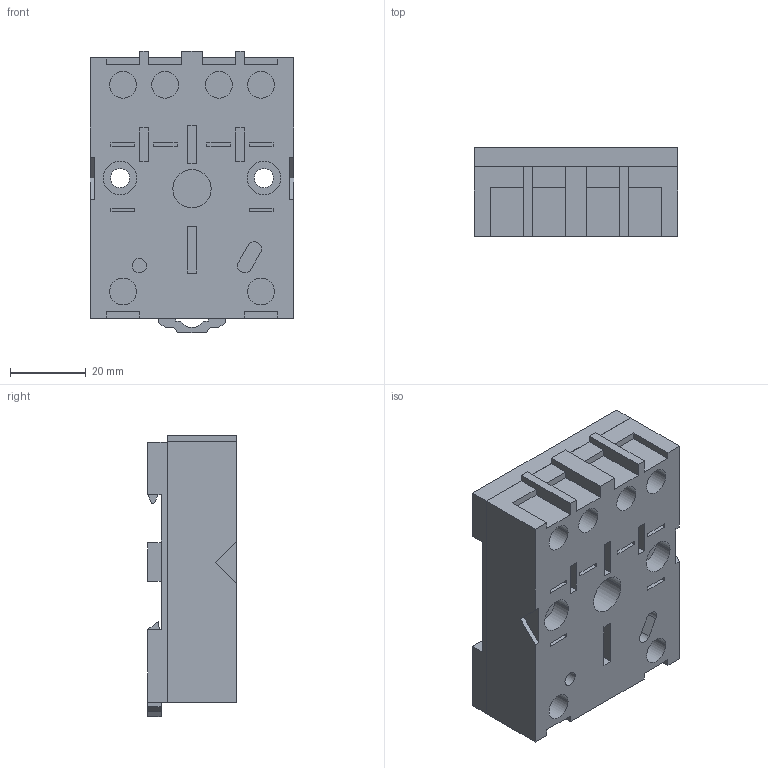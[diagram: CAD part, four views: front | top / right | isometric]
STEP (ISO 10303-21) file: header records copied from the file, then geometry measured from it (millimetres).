
FILE_DESCRIPTION(('starvars output'),'2;1');
FILE_NAME('cv20190909164802000021361.stp','16:48:02 2019/09/09',( 'Thomas Industrial Network Germany GmbH'),( 'Thomas Industrial Network Germany GmbH'),'unknown preprocess','ACIS' ,'unknown authorization');
FILE_SCHEMA(('AUTOMOTIVE_DESIGN_CC2 {UNKNOWN IMPLEMENTATION LEVEL}'));
Length unit declared in the file: millimetre
Products named in the file (1): PRODUCT_ID_3
Bounding box: 54 x 23.5 x 74.6 mm (x, y, z)
Volume: 76189.7 mm3; surface area: 18922.4 mm2
Topology: 1 solids, 1 shells, 169 faces, 431 edges, 286 vertices
Faces by surface type: plane 142, cylinder 27
Entity records: 6226 total; most frequent: ORIENTED_EDGE 862, CARTESIAN_POINT 829, DIRECTION 726, EDGE_CURVE 431, VECTOR 360, LINE 360, VERTEX_POINT 286, EDGE_LOOP 197
